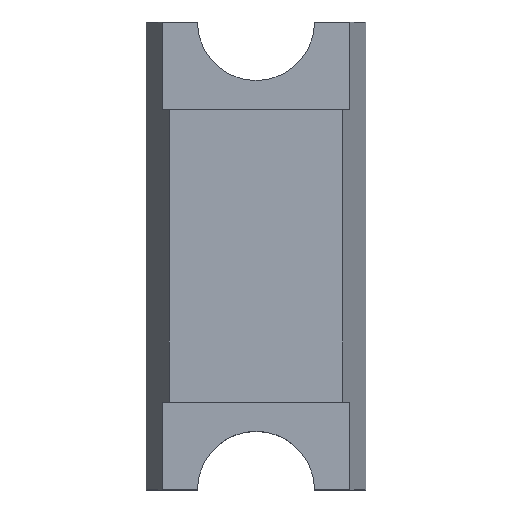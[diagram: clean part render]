
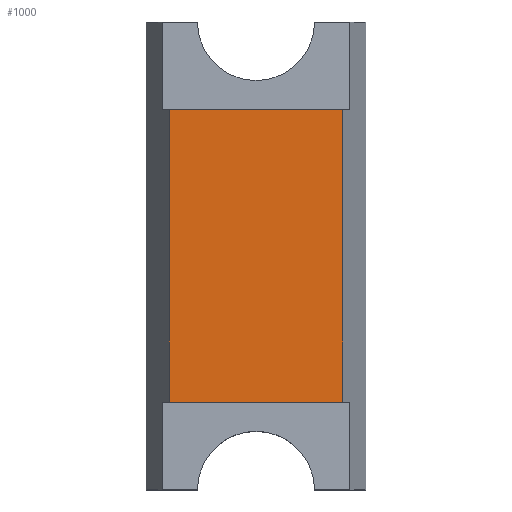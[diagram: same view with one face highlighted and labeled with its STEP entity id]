
A CAD part, top view. The second image highlights one B-rep face of the part: STEP entity #1000.
In plain terms, the highlighted planar face has unit normal (0, 0, 1).
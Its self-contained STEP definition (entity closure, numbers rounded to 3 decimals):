
#23 = DIRECTION ( 'NONE',  ( 0., 0., -1. ) ) ;
#35 = CARTESIAN_POINT ( 'NONE',  ( 0.595, 1., 0.75 ) ) ;
#51 = PLANE ( 'NONE',  #944 ) ;
#56 = CARTESIAN_POINT ( 'NONE',  ( -0.595, 1., 0.75 ) ) ;
#72 = CARTESIAN_POINT ( 'NONE',  ( -0.595, -1., 0.75 ) ) ;
#109 = CARTESIAN_POINT ( 'NONE',  ( 0.595, -4.375, 0.75 ) ) ;
#110 = DIRECTION ( 'NONE',  ( 0., 1., 0. ) ) ;
#127 = CARTESIAN_POINT ( 'NONE',  ( 0.595, -1., 0.75 ) ) ;
#151 = CARTESIAN_POINT ( 'NONE',  ( 0., -1.6, 0.75 ) ) ;
#160 = DIRECTION ( 'NONE',  ( -1., 0., 0. ) ) ;
#173 = DIRECTION ( 'NONE',  ( 1., 0., 0. ) ) ;
#176 = CARTESIAN_POINT ( 'NONE',  ( -0.751, 1., 0.75 ) ) ;
#177 = CARTESIAN_POINT ( 'NONE',  ( -0.751, -1., 0.75 ) ) ;
#178 = DIRECTION ( 'NONE',  ( 1., 0., 0. ) ) ;
#400 = CARTESIAN_POINT ( 'NONE',  ( -0.595, -4.375, 0.75 ) ) ;
#401 = DIRECTION ( 'NONE',  ( 0., 1., 0. ) ) ;
#436 = VECTOR ( 'NONE', #401, 1000. ) ;
#459 = ORIENTED_EDGE ( 'NONE', *, *, #1012, .T. ) ;
#460 = ORIENTED_EDGE ( 'NONE', *, *, #1045, .F. ) ;
#461 = ORIENTED_EDGE ( 'NONE', *, *, #1040, .T. ) ;
#464 = ORIENTED_EDGE ( 'NONE', *, *, #1114, .F. ) ;
#564 = EDGE_LOOP ( 'NONE', ( #461, #459, #460, #464 ) ) ;
#646 = FACE_OUTER_BOUND ( 'NONE', #564, .T. ) ;
#663 = LINE ( 'NONE', #109, #901 ) ;
#696 = LINE ( 'NONE', #176, #884 ) ;
#698 = LINE ( 'NONE', #177, #974 ) ;
#778 = LINE ( 'NONE', #400, #436 ) ;
#829 = VERTEX_POINT ( 'NONE', #35 ) ;
#840 = VERTEX_POINT ( 'NONE', #127 ) ;
#854 = VERTEX_POINT ( 'NONE', #72 ) ;
#860 = VERTEX_POINT ( 'NONE', #56 ) ;
#884 = VECTOR ( 'NONE', #173, 1000. ) ;
#901 = VECTOR ( 'NONE', #110, 1000. ) ;
#944 = AXIS2_PLACEMENT_3D ( 'NONE', #151, #23, #160 ) ;
#974 = VECTOR ( 'NONE', #178, 1000. ) ;
#1000 = ADVANCED_FACE ( 'NONE', ( #646 ), #51, .F. ) ;
#1012 = EDGE_CURVE ( 'NONE', #840, #829, #663, .T. ) ;
#1040 = EDGE_CURVE ( 'NONE', #854, #840, #698, .T. ) ;
#1045 = EDGE_CURVE ( 'NONE', #860, #829, #696, .T. ) ;
#1114 = EDGE_CURVE ( 'NONE', #854, #860, #778, .T. ) ;
